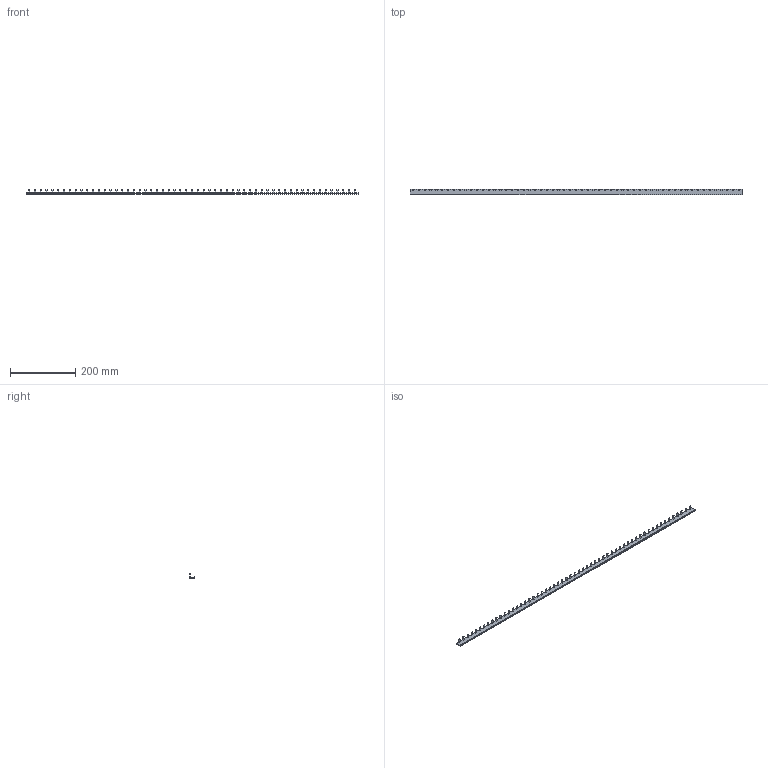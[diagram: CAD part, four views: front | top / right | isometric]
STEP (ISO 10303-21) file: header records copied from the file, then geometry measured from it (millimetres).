
FILE_DESCRIPTION(('Open CASCADE Model'),'2;1');
FILE_NAME ('736052-2_0', '2026-01-14T15:53:23', ('Author'), ('Weidmueller'), 'Open CASCADE STEP processor 7.8', 'Open CASCADE 7.8', 'none');
FILE_SCHEMA(('AUTOMOTIVE_DESIGN { 1 0 10303 214 1 1 1 1 }'));
Length unit declared in the file: millimetre
Products named in the file (1): 2658040000
Bounding box: 1016 x 16.9 x 14.85 mm (x, y, z)
Volume: 70588.9 mm3; surface area: 47491 mm2
Topology: 1 solids, 1 shells, 295 faces, 710 edges, 474 vertices
Faces by surface type: plane 291, cylinder 4
Entity records: 11075 total; most frequent: CARTESIAN_POINT 1480, ORIENTED_EDGE 1420, DIRECTION 1309, EDGE_CURVE 710, LINE 703, VECTOR 703, VERTEX_POINT 474, FACE_BOUND 352
